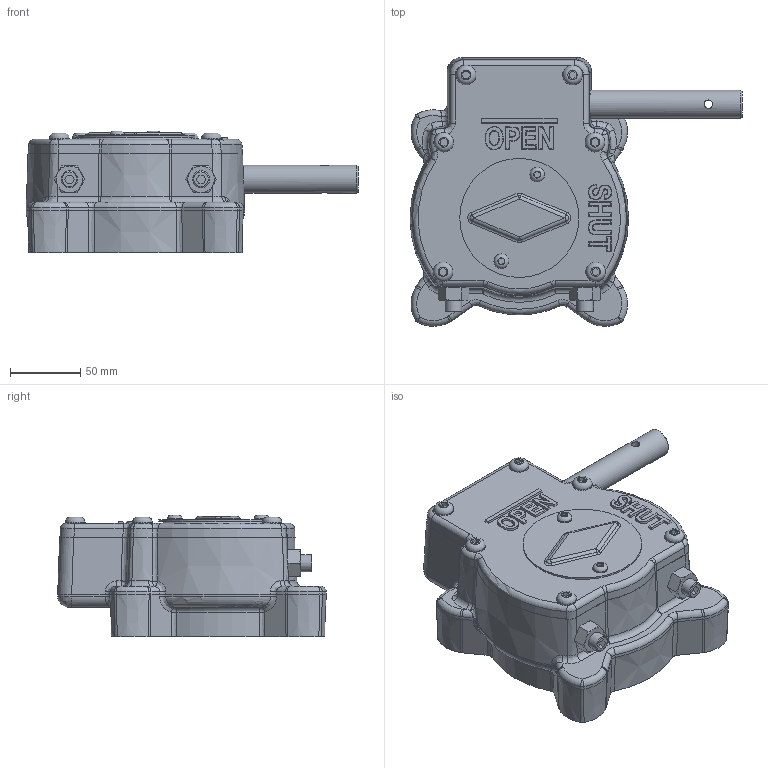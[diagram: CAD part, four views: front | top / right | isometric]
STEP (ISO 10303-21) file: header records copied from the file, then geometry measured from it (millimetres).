
FILE_DESCRIPTION(/* description */ ('Unknown'),/* implementation_level */ '2;1');
FILE_NAME(/* name */ '242-45L RH',/* time_stamp */ '2018-04-23T15:56:59+02:00',/* author */ ('Unknown'),/* organization */ ('Unknown'),/* preprocessor_version */ 'ST-DEVELOPER v16.7',/* originating_system */ 'DEX',/* authorisation */ $);
FILE_SCHEMA (('TECHNICAL_DATA_PACKAGING','AUTOMOTIVE_DESIGN {1 0 10303 214 3 1 1}'));
Length unit declared in the file: millimetre
Products named in the file (1): 242-45L RH
Bounding box: 237.04 x 191.83 x 86.8 mm (x, y, z)
Volume: 1593607.9 mm3; surface area: 126834.3 mm2
Topology: 1 solids, 1 shells, 493 faces, 1196 edges, 721 vertices
Faces by surface type: plane 202, bspline 94, cone 79, cylinder 49, torus 47, sphere 22
Full cylindrical faces by diameter (mm): 6 x1, 10.5 x2, 12 x2, 14 x6, 20 x1, 80 x2, 85 x1
Entity records: 17272 total; most frequent: CARTESIAN_POINT 6773, ORIENTED_EDGE 2258, DIRECTION 1987, EDGE_CURVE 1129, AXIS2_PLACEMENT_3D 754, VERTEX_POINT 705, EDGE_LOOP 562, FACE_BOUND 562
